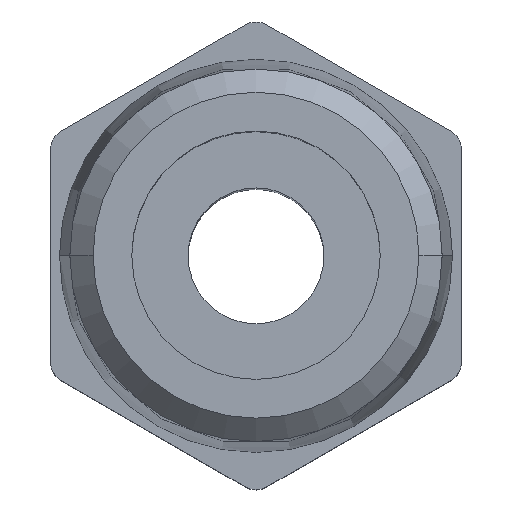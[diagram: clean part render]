
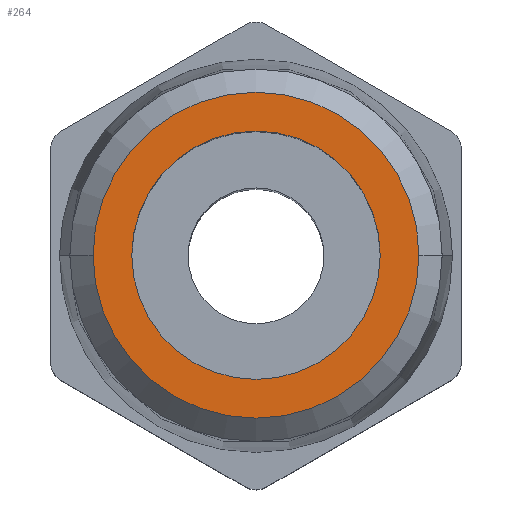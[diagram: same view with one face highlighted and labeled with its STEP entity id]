
A CAD part, top view. The second image highlights one B-rep face of the part: STEP entity #264.
In plain terms, the highlighted planar face has unit normal (0, 0, 1).
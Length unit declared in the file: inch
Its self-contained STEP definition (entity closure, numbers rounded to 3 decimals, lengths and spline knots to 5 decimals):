
#17 = DIRECTION ( 'NONE',  ( 0., 0., 1. ) ) ;
#24 = DIRECTION ( 'NONE',  ( 0., 0., 1. ) ) ;
#25 = EDGE_LOOP ( 'NONE', ( #699, #388 ) ) ;
#81 = CIRCLE ( 'NONE', #528, 0.22305 ) ;
#122 = CIRCLE ( 'NONE', #927, 0.17 ) ;
#132 = EDGE_CURVE ( 'NONE', #383, #922, #81, .T. ) ;
#133 = CARTESIAN_POINT ( 'NONE',  ( -0.17, 0., 0.616 ) ) ;
#135 = CARTESIAN_POINT ( 'NONE',  ( 0.17, 0., 0.616 ) ) ;
#260 = EDGE_CURVE ( 'NONE', #1047, #367, #122, .T. ) ;
#264 = ADVANCED_FACE ( 'NONE', ( #381, #595 ), #579, .T. ) ;
#266 = AXIS2_PLACEMENT_3D ( 'NONE', #444, #1106, #533 ) ;
#277 = DIRECTION ( 'NONE',  ( 0., 0., 1. ) ) ;
#367 = VERTEX_POINT ( 'NONE', #135 ) ;
#381 = FACE_BOUND ( 'NONE', #815, .T. ) ;
#383 = VERTEX_POINT ( 'NONE', #794 ) ;
#388 = ORIENTED_EDGE ( 'NONE', *, *, #132, .T. ) ;
#405 = CIRCLE ( 'NONE', #266, 0.17 ) ;
#444 = CARTESIAN_POINT ( 'NONE',  ( 0., 0., 0.616 ) ) ;
#489 = DIRECTION ( 'NONE',  ( 0., 0., 1. ) ) ;
#528 = AXIS2_PLACEMENT_3D ( 'NONE', #834, #277, #931 ) ;
#533 = DIRECTION ( 'NONE',  ( 1., 0., 0. ) ) ;
#578 = CARTESIAN_POINT ( 'NONE',  ( 0., 0., 0.616 ) ) ;
#579 = PLANE ( 'NONE',  #736 ) ;
#589 = CARTESIAN_POINT ( 'NONE',  ( 0., 0., 0.616 ) ) ;
#595 = FACE_OUTER_BOUND ( 'NONE', #25, .T. ) ;
#636 = CIRCLE ( 'NONE', #1144, 0.22305 ) ;
#674 = DIRECTION ( 'NONE',  ( 1., 0., 0. ) ) ;
#679 = DIRECTION ( 'NONE',  ( 1., 0., 0. ) ) ;
#699 = ORIENTED_EDGE ( 'NONE', *, *, #925, .T. ) ;
#736 = AXIS2_PLACEMENT_3D ( 'NONE', #578, #17, #674 ) ;
#757 = ORIENTED_EDGE ( 'NONE', *, *, #1184, .F. ) ;
#794 = CARTESIAN_POINT ( 'NONE',  ( 0.22305, 0., 0.616 ) ) ;
#815 = EDGE_LOOP ( 'NONE', ( #757, #1077 ) ) ;
#834 = CARTESIAN_POINT ( 'NONE',  ( 0., 0., 0.616 ) ) ;
#881 = CARTESIAN_POINT ( 'NONE',  ( -0.22305, 0., 0.616 ) ) ;
#922 = VERTEX_POINT ( 'NONE', #881 ) ;
#925 = EDGE_CURVE ( 'NONE', #922, #383, #636, .T. ) ;
#927 = AXIS2_PLACEMENT_3D ( 'NONE', #1051, #489, #1150 ) ;
#931 = DIRECTION ( 'NONE',  ( 1., 0., 0. ) ) ;
#1047 = VERTEX_POINT ( 'NONE', #133 ) ;
#1051 = CARTESIAN_POINT ( 'NONE',  ( 0., 0., 0.616 ) ) ;
#1077 = ORIENTED_EDGE ( 'NONE', *, *, #260, .F. ) ;
#1106 = DIRECTION ( 'NONE',  ( 0., 0., 1. ) ) ;
#1144 = AXIS2_PLACEMENT_3D ( 'NONE', #589, #24, #679 ) ;
#1150 = DIRECTION ( 'NONE',  ( 1., 0., 0. ) ) ;
#1184 = EDGE_CURVE ( 'NONE', #367, #1047, #405, .T. ) ;
